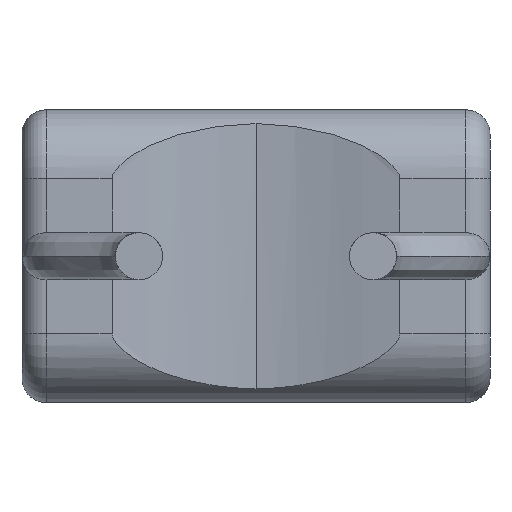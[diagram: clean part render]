
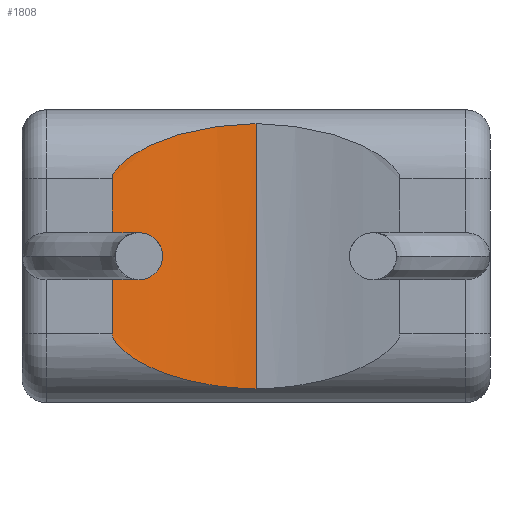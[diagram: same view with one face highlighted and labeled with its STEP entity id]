
A CAD part, front view. The second image highlights one B-rep face of the part: STEP entity #1808.
In plain terms, the highlighted free-form (B-spline) face has degree [3, 1] with [4, 2] control points.
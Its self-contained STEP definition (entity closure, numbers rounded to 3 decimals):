
#83 = CARTESIAN_POINT ( 'NONE',  ( 1.072, 0.016, 0.593 ) ) ;
#107 = EDGE_CURVE ( 'NONE', #2765, #4850, #4515, .T. ) ;
#153 = ORIENTED_EDGE ( 'NONE', *, *, #107, .T. ) ;
#172 = CARTESIAN_POINT ( 'NONE',  ( 1.215, 0.049, 2.699 ) ) ;
#210 = CARTESIAN_POINT ( 'NONE',  ( 1.339, 0.053, 0.133 ) ) ;
#238 = EDGE_CURVE ( 'NONE', #5054, #4616, #3969, .T. ) ;
#346 = CARTESIAN_POINT ( 'NONE',  ( 2.54, 0.3, 3.047 ) ) ;
#535 = CARTESIAN_POINT ( 'NONE',  ( 2.242, 0.291, 0.157 ) ) ;
#538 = CARTESIAN_POINT ( 'NONE',  ( 0.979, 0., 2.468 ) ) ;
#554 = CARTESIAN_POINT ( 'NONE',  ( 0.979, 0., 0. ) ) ;
#613 = CARTESIAN_POINT ( 'NONE',  ( 2.54, 0.3, 0. ) ) ;
#614 = CARTESIAN_POINT ( 'NONE',  ( 2.54, 0.3, 0.15 ) ) ;
#860 = CARTESIAN_POINT ( 'NONE',  ( 2.54, 0.3, 3.03 ) ) ;
#1015 = DIRECTION ( 'NONE',  ( 0., 0., 1. ) ) ;
#1215 = EDGE_CURVE ( 'NONE', #4850, #4616, #2075, .T. ) ;
#1392 = CARTESIAN_POINT ( 'NONE',  ( 1.155, 0.034, 0.521 ) ) ;
#1427 = CARTESIAN_POINT ( 'NONE',  ( 1.538, 0.135, 0.318 ) ) ;
#1466 = DIRECTION ( 'NONE',  ( 0., 0., 1. ) ) ;
#1584 = VECTOR ( 'NONE', #1466, 1000. ) ;
#1687 = CARTESIAN_POINT ( 'NONE',  ( 0.979, 0., 2.43 ) ) ;
#1808 = ADVANCED_FACE ( 'NONE', ( #3895 ), #5038, .F. ) ;
#1812 = CARTESIAN_POINT ( 'NONE',  ( 1.405, 0.098, 0.371 ) ) ;
#1816 = CARTESIAN_POINT ( 'NONE',  ( 2.245, 0.28, 3.015 ) ) ;
#1916 = ORIENTED_EDGE ( 'NONE', *, *, #4729, .T. ) ;
#2018 = ORIENTED_EDGE ( 'NONE', *, *, #238, .F. ) ;
#2075 = B_SPLINE_CURVE_WITH_KNOTS ( 'NONE', 3,
 ( #4358, #4377, #1816, #2253, #2737, #3110, #5207, #172, #2691, #4810, #3517, #3165, #538, #3934 ),
 .UNSPECIFIED., .F., .F.,
 ( 4, 2, 2, 2, 2, 2, 4 ),
 ( 0., 0., 0.001, 0.001, 0.002, 0.002, 0.002 ),
 .UNSPECIFIED. ) ;
#2253 = CARTESIAN_POINT ( 'NONE',  ( 1.957, 0.234, 2.975 ) ) ;
#2297 = ORIENTED_EDGE ( 'NONE', *, *, #1215, .T. ) ;
#2493 = CARTESIAN_POINT ( 'NONE',  ( 0.979, 0., 3.047 ) ) ;
#2652 = CARTESIAN_POINT ( 'NONE',  ( 1.045, 0.011, 0.618 ) ) ;
#2691 = CARTESIAN_POINT ( 'NONE',  ( 1.154, 0.034, 2.658 ) ) ;
#2737 = CARTESIAN_POINT ( 'NONE',  ( 1.814, 0.203, 2.946 ) ) ;
#2765 = VERTEX_POINT ( 'NONE', #5365 ) ;
#2839 = CARTESIAN_POINT ( 'NONE',  ( 2.54, 0.3, 0.133 ) ) ;
#2936 = CARTESIAN_POINT ( 'NONE',  ( 1.339, 0.053, 3.047 ) ) ;
#3110 = CARTESIAN_POINT ( 'NONE',  ( 1.537, 0.135, 2.862 ) ) ;
#3165 = CARTESIAN_POINT ( 'NONE',  ( 0.998, 0.003, 2.502 ) ) ;
#3181 = CARTESIAN_POINT ( 'NONE',  ( 1.954, 0.237, 0.192 ) ) ;
#3341 = CARTESIAN_POINT ( 'NONE',  ( 0.979, 0., 0.133 ) ) ;
#3517 = CARTESIAN_POINT ( 'NONE',  ( 1.044, 0.011, 2.56 ) ) ;
#3895 = FACE_OUTER_BOUND ( 'NONE', #4989, .T. ) ;
#3934 = CARTESIAN_POINT ( 'NONE',  ( 0.979, 0., 2.43 ) ) ;
#3969 = LINE ( 'NONE', #554, #1584 ) ;
#4337 = CARTESIAN_POINT ( 'NONE',  ( 0.979, 0., 0.75 ) ) ;
#4358 = CARTESIAN_POINT ( 'NONE',  ( 2.54, 0.3, 3.03 ) ) ;
#4377 = CARTESIAN_POINT ( 'NONE',  ( 2.391, 0.296, 3.027 ) ) ;
#4515 = LINE ( 'NONE', #613, #5511 ) ;
#4616 = VERTEX_POINT ( 'NONE', #1687 ) ;
#4652 = B_SPLINE_CURVE_WITH_KNOTS ( 'NONE', 3,
 ( #4337, #4772, #5203, #2652, #83, #1392, #4790, #1812, #1427, #3181, #535, #614 ),
 .UNSPECIFIED., .F., .F.,
 ( 4, 2, 2, 2, 2, 4 ),
 ( 0., 0., 0., 0., 0.001, 0.002 ),
 .UNSPECIFIED. ) ;
#4729 = EDGE_CURVE ( 'NONE', #5054, #2765, #4652, .T. ) ;
#4772 = CARTESIAN_POINT ( 'NONE',  ( 0.979, 0., 0.712 ) ) ;
#4790 = CARTESIAN_POINT ( 'NONE',  ( 1.217, 0.049, 0.48 ) ) ;
#4810 = CARTESIAN_POINT ( 'NONE',  ( 1.07, 0.016, 2.586 ) ) ;
#4828 = CARTESIAN_POINT ( 'NONE',  ( 1.89, 0.28, 0.133 ) ) ;
#4850 = VERTEX_POINT ( 'NONE', #860 ) ;
#4989 = EDGE_LOOP ( 'NONE', ( #1916, #153, #2297, #2018 ) ) ;
#5038 = B_SPLINE_SURFACE_WITH_KNOTS ( 'NONE', 3, 1, ( 
 ( #2839, #346 ),
 ( #4828, #5286 ),
 ( #210, #2936 ),
 ( #3341, #2493 ) ),
 .UNSPECIFIED., .F., .F., .F.,
 ( 4, 4 ),
 ( 2, 2 ),
 ( 0., 1. ),
 ( 0., 1. ),
 .UNSPECIFIED. ) ;
#5054 = VERTEX_POINT ( 'NONE', #5211 ) ;
#5203 = CARTESIAN_POINT ( 'NONE',  ( 0.999, 0.003, 0.678 ) ) ;
#5207 = CARTESIAN_POINT ( 'NONE',  ( 1.403, 0.097, 2.808 ) ) ;
#5211 = CARTESIAN_POINT ( 'NONE',  ( 0.979, 0., 0.75 ) ) ;
#5286 = CARTESIAN_POINT ( 'NONE',  ( 1.89, 0.28, 3.047 ) ) ;
#5365 = CARTESIAN_POINT ( 'NONE',  ( 2.54, 0.3, 0.15 ) ) ;
#5511 = VECTOR ( 'NONE', #1015, 1000. ) ;
